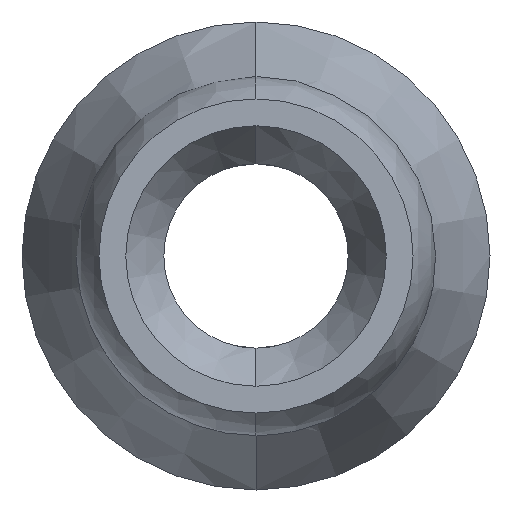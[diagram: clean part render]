
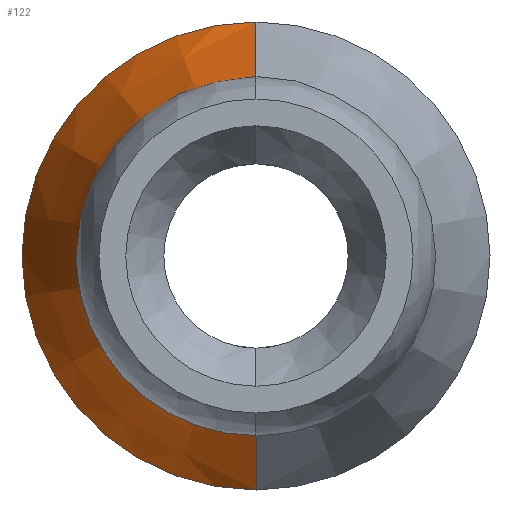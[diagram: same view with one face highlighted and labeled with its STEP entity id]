
A CAD part, left-side view. The second image highlights one B-rep face of the part: STEP entity #122.
In plain terms, the highlighted conical face has half-angle 22 degrees and reference radius 8.191 mm.
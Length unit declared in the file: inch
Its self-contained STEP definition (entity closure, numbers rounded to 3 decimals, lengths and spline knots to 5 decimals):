
#122 = ADVANCED_FACE ( 'NONE', ( #432 ), #431, .T. ) ;
#123 = EDGE_LOOP ( 'NONE', ( #139, #141, #126, #129 ) ) ;
#125 = VERTEX_POINT ( 'NONE', #426 ) ;
#126 = ORIENTED_EDGE ( 'NONE', *, *, #127, .F. ) ;
#127 = EDGE_CURVE ( 'NONE', #128, #143, #425, .T. ) ;
#128 = VERTEX_POINT ( 'NONE', #420 ) ;
#129 = ORIENTED_EDGE ( 'NONE', *, *, #130, .F. ) ;
#130 = EDGE_CURVE ( 'NONE', #136, #128, #419, .T. ) ;
#135 = EDGE_CURVE ( 'NONE', #136, #125, #473, .T. ) ;
#136 = VERTEX_POINT ( 'NONE', #469 ) ;
#139 = ORIENTED_EDGE ( 'NONE', *, *, #135, .T. ) ;
#141 = ORIENTED_EDGE ( 'NONE', *, *, #142, .T. ) ;
#142 = EDGE_CURVE ( 'NONE', #125, #143, #464, .T. ) ;
#143 = VERTEX_POINT ( 'NONE', #460 ) ;
#415 = CARTESIAN_POINT ( 'NONE',  ( -0.34632, 0., 0. ) ) ;
#416 = DIRECTION ( 'NONE',  ( 0.927, 0., -0.375 ) ) ;
#417 = VECTOR ( 'NONE', #416, 39.37008 ) ;
#418 = CARTESIAN_POINT ( 'NONE',  ( -0.105, 0., -0.3225 ) ) ;
#419 = LINE ( 'NONE', #418, #417 ) ;
#420 = CARTESIAN_POINT ( 'NONE',  ( -0.105, 0., -0.3225 ) ) ;
#421 = DIRECTION ( 'NONE',  ( 0., 0., -1. ) ) ;
#422 = DIRECTION ( 'NONE',  ( 1., 0., 0. ) ) ;
#423 = CARTESIAN_POINT ( 'NONE',  ( -0.105, 0., 0. ) ) ;
#424 = AXIS2_PLACEMENT_3D ( 'NONE', #423, #422, #421 ) ;
#425 = CIRCLE ( 'NONE', #424, 0.3225 ) ;
#426 = CARTESIAN_POINT ( 'NONE',  ( -0.34632, 0., 0.225 ) ) ;
#427 = DIRECTION ( 'NONE',  ( 0., 0., -1. ) ) ;
#428 = DIRECTION ( 'NONE',  ( 1., 0., 0. ) ) ;
#429 = CARTESIAN_POINT ( 'NONE',  ( -0.105, 0., 0. ) ) ;
#430 = AXIS2_PLACEMENT_3D ( 'NONE', #429, #428, #427 ) ;
#431 = CONICAL_SURFACE ( 'NONE', #430, 0.3225, 0.384 ) ;
#432 = FACE_OUTER_BOUND ( 'NONE', #123, .T. ) ;
#460 = CARTESIAN_POINT ( 'NONE',  ( -0.105, 0., 0.3225 ) ) ;
#461 = DIRECTION ( 'NONE',  ( 0.927, 0., 0.375 ) ) ;
#462 = VECTOR ( 'NONE', #461, 39.37008 ) ;
#463 = CARTESIAN_POINT ( 'NONE',  ( -0.105, 0., 0.3225 ) ) ;
#464 = LINE ( 'NONE', #463, #462 ) ;
#469 = CARTESIAN_POINT ( 'NONE',  ( -0.34632, 0., -0.225 ) ) ;
#470 = DIRECTION ( 'NONE',  ( 0., 0., -1. ) ) ;
#471 = DIRECTION ( 'NONE',  ( 1., 0., 0. ) ) ;
#472 = AXIS2_PLACEMENT_3D ( 'NONE', #415, #471, #470 ) ;
#473 = CIRCLE ( 'NONE', #472, 0.225 ) ;
